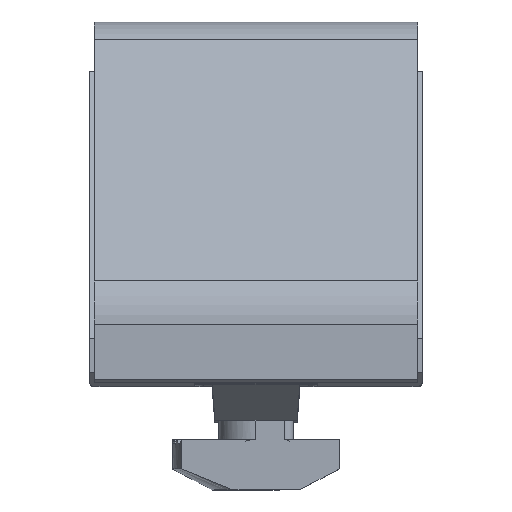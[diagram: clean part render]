
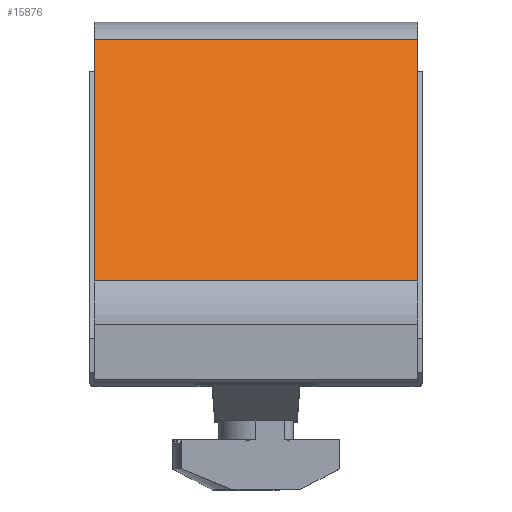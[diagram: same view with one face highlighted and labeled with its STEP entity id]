
A CAD part, top view. The second image highlights one B-rep face of the part: STEP entity #15876.
In plain terms, the highlighted face is planar.
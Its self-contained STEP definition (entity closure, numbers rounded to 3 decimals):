
#14603 = PLANE('',#14604);
#14604 = AXIS2_PLACEMENT_3D('',#14605,#14606,#14607);
#14605 = CARTESIAN_POINT('',(19.5,0.,18.48));
#14606 = DIRECTION('',(0.,0.,1.));
#14607 = DIRECTION('',(1.,0.,-0.));
#14636 = PLANE('',#14637);
#14637 = AXIS2_PLACEMENT_3D('',#14638,#14639,#14640);
#14638 = CARTESIAN_POINT('',(19.5,0.,-18.48));
#14639 = DIRECTION('',(0.,0.,1.));
#14640 = DIRECTION('',(1.,0.,-0.));
#14997 = CYLINDRICAL_SURFACE('',#14998,7.);
#14998 = AXIS2_PLACEMENT_3D('',#14999,#15000,#15001);
#14999 = CARTESIAN_POINT('',(-19.5,0.,18.48));
#15000 = DIRECTION('',(0.,-0.,1.));
#15001 = DIRECTION('',(-1.,0.,0.));
#15602 = VERTEX_POINT('',#15603);
#15603 = CARTESIAN_POINT('',(-19.5,7.,-18.48));
#15625 = EDGE_CURVE('',#15626,#15602,#15628,.T.);
#15626 = VERTEX_POINT('',#15627);
#15627 = CARTESIAN_POINT('',(19.5,7.,-18.48));
#15628 = SURFACE_CURVE('',#15629,(#15633,#15640),.PCURVE_S1.);
#15629 = LINE('',#15630,#15631);
#15630 = CARTESIAN_POINT('',(19.5,7.,-18.48));
#15631 = VECTOR('',#15632,1.);
#15632 = DIRECTION('',(-1.,0.,0.));
#15633 = PCURVE('',#14636,#15634);
#15634 = DEFINITIONAL_REPRESENTATION('',(#15635),#15639);
#15635 = LINE('',#15636,#15637);
#15636 = CARTESIAN_POINT('',(0.,7.));
#15637 = VECTOR('',#15638,1.);
#15638 = DIRECTION('',(-1.,0.));
#15639 = ( GEOMETRIC_REPRESENTATION_CONTEXT(2) 
PARAMETRIC_REPRESENTATION_CONTEXT() REPRESENTATION_CONTEXT('2D SPACE',''
  ) );
#15640 = PCURVE('',#15641,#15646);
#15641 = PLANE('',#15642);
#15642 = AXIS2_PLACEMENT_3D('',#15643,#15644,#15645);
#15643 = CARTESIAN_POINT('',(19.5,7.,18.48));
#15644 = DIRECTION('',(0.,-1.,0.));
#15645 = DIRECTION('',(0.,0.,-1.));
#15646 = DEFINITIONAL_REPRESENTATION('',(#15647),#15651);
#15647 = LINE('',#15648,#15649);
#15648 = CARTESIAN_POINT('',(36.96,0.));
#15649 = VECTOR('',#15650,1.);
#15650 = DIRECTION('',(0.,-1.));
#15651 = ( GEOMETRIC_REPRESENTATION_CONTEXT(2) 
PARAMETRIC_REPRESENTATION_CONTEXT() REPRESENTATION_CONTEXT('2D SPACE',''
  ) );
#15670 = CYLINDRICAL_SURFACE('',#15671,7.);
#15671 = AXIS2_PLACEMENT_3D('',#15672,#15673,#15674);
#15672 = CARTESIAN_POINT('',(19.5,0.,18.48));
#15673 = DIRECTION('',(0.,-0.,1.));
#15674 = DIRECTION('',(-1.,0.,0.));
#15833 = VERTEX_POINT('',#15834);
#15834 = CARTESIAN_POINT('',(-19.5,7.,18.48));
#15856 = EDGE_CURVE('',#15833,#15602,#15857,.T.);
#15857 = SURFACE_CURVE('',#15858,(#15862,#15869),.PCURVE_S1.);
#15858 = LINE('',#15859,#15860);
#15859 = CARTESIAN_POINT('',(-19.5,7.,18.48));
#15860 = VECTOR('',#15861,1.);
#15861 = DIRECTION('',(-0.,-0.,-1.));
#15862 = PCURVE('',#14997,#15863);
#15863 = DEFINITIONAL_REPRESENTATION('',(#15864),#15868);
#15864 = LINE('',#15865,#15866);
#15865 = CARTESIAN_POINT('',(4.712,0.));
#15866 = VECTOR('',#15867,1.);
#15867 = DIRECTION('',(0.,-1.));
#15868 = ( GEOMETRIC_REPRESENTATION_CONTEXT(2) 
PARAMETRIC_REPRESENTATION_CONTEXT() REPRESENTATION_CONTEXT('2D SPACE',''
  ) );
#15869 = PCURVE('',#15641,#15870);
#15870 = DEFINITIONAL_REPRESENTATION('',(#15871),#15875);
#15871 = LINE('',#15872,#15873);
#15872 = CARTESIAN_POINT('',(0.,-39.));
#15873 = VECTOR('',#15874,1.);
#15874 = DIRECTION('',(1.,0.));
#15875 = ( GEOMETRIC_REPRESENTATION_CONTEXT(2) 
PARAMETRIC_REPRESENTATION_CONTEXT() REPRESENTATION_CONTEXT('2D SPACE',''
  ) );
#15876 = ADVANCED_FACE('',(#15877),#15641,.F.);
#15877 = FACE_BOUND('',#15878,.T.);
#15878 = EDGE_LOOP('',(#15879,#15880,#15881,#15904));
#15879 = ORIENTED_EDGE('',*,*,#15625,.T.);
#15880 = ORIENTED_EDGE('',*,*,#15856,.F.);
#15881 = ORIENTED_EDGE('',*,*,#15882,.F.);
#15882 = EDGE_CURVE('',#15883,#15833,#15885,.T.);
#15883 = VERTEX_POINT('',#15884);
#15884 = CARTESIAN_POINT('',(19.5,7.,18.48));
#15885 = SURFACE_CURVE('',#15886,(#15890,#15897),.PCURVE_S1.);
#15886 = LINE('',#15887,#15888);
#15887 = CARTESIAN_POINT('',(19.5,7.,18.48));
#15888 = VECTOR('',#15889,1.);
#15889 = DIRECTION('',(-1.,0.,0.));
#15890 = PCURVE('',#15641,#15891);
#15891 = DEFINITIONAL_REPRESENTATION('',(#15892),#15896);
#15892 = LINE('',#15893,#15894);
#15893 = CARTESIAN_POINT('',(0.,0.));
#15894 = VECTOR('',#15895,1.);
#15895 = DIRECTION('',(0.,-1.));
#15896 = ( GEOMETRIC_REPRESENTATION_CONTEXT(2) 
PARAMETRIC_REPRESENTATION_CONTEXT() REPRESENTATION_CONTEXT('2D SPACE',''
  ) );
#15897 = PCURVE('',#14603,#15898);
#15898 = DEFINITIONAL_REPRESENTATION('',(#15899),#15903);
#15899 = LINE('',#15900,#15901);
#15900 = CARTESIAN_POINT('',(0.,7.));
#15901 = VECTOR('',#15902,1.);
#15902 = DIRECTION('',(-1.,0.));
#15903 = ( GEOMETRIC_REPRESENTATION_CONTEXT(2) 
PARAMETRIC_REPRESENTATION_CONTEXT() REPRESENTATION_CONTEXT('2D SPACE',''
  ) );
#15904 = ORIENTED_EDGE('',*,*,#15905,.T.);
#15905 = EDGE_CURVE('',#15883,#15626,#15906,.T.);
#15906 = SURFACE_CURVE('',#15907,(#15911,#15918),.PCURVE_S1.);
#15907 = LINE('',#15908,#15909);
#15908 = CARTESIAN_POINT('',(19.5,7.,18.48));
#15909 = VECTOR('',#15910,1.);
#15910 = DIRECTION('',(-0.,-0.,-1.));
#15911 = PCURVE('',#15641,#15912);
#15912 = DEFINITIONAL_REPRESENTATION('',(#15913),#15917);
#15913 = LINE('',#15914,#15915);
#15914 = CARTESIAN_POINT('',(0.,0.));
#15915 = VECTOR('',#15916,1.);
#15916 = DIRECTION('',(1.,0.));
#15917 = ( GEOMETRIC_REPRESENTATION_CONTEXT(2) 
PARAMETRIC_REPRESENTATION_CONTEXT() REPRESENTATION_CONTEXT('2D SPACE',''
  ) );
#15918 = PCURVE('',#15670,#15919);
#15919 = DEFINITIONAL_REPRESENTATION('',(#15920),#15924);
#15920 = LINE('',#15921,#15922);
#15921 = CARTESIAN_POINT('',(4.712,0.));
#15922 = VECTOR('',#15923,1.);
#15923 = DIRECTION('',(0.,-1.));
#15924 = ( GEOMETRIC_REPRESENTATION_CONTEXT(2) 
PARAMETRIC_REPRESENTATION_CONTEXT() REPRESENTATION_CONTEXT('2D SPACE',''
  ) );
